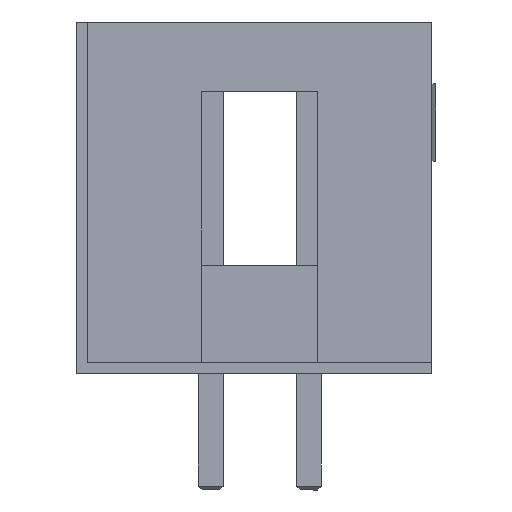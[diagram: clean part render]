
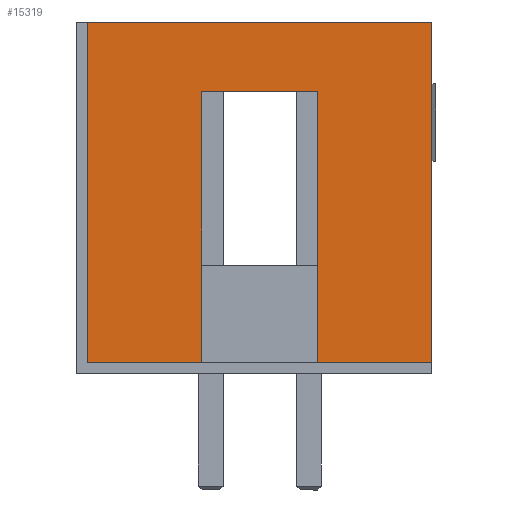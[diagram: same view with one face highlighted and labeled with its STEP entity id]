
A CAD part, left-side view. The second image highlights one B-rep face of the part: STEP entity #15319.
In plain terms, the highlighted planar face has unit normal (-1, 0, 0).
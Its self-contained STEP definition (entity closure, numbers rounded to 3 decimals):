
#13312 = ORIENTED_EDGE ( 'NONE', *, *, #16125, .F. ) ;
#13314 = ORIENTED_EDGE ( 'NONE', *, *, #16124, .F. ) ;
#13333 = ORIENTED_EDGE ( 'NONE', *, *, #16095, .F. ) ;
#13334 = ORIENTED_EDGE ( 'NONE', *, *, #15136, .T. ) ;
#13335 = ORIENTED_EDGE ( 'NONE', *, *, #16091, .F. ) ;
#13336 = ORIENTED_EDGE ( 'NONE', *, *, #16122, .T. ) ;
#13337 = ORIENTED_EDGE ( 'NONE', *, *, #16123, .T. ) ;
#13339 = ORIENTED_EDGE ( 'NONE', *, *, #15103, .F. ) ;
#13518 = VERTEX_POINT ( 'NONE', #23751 ) ;
#13556 = VERTEX_POINT ( 'NONE', #23759 ) ;
#13591 = VERTEX_POINT ( 'NONE', #23779 ) ;
#13594 = VERTEX_POINT ( 'NONE', #23782 ) ;
#14115 = VERTEX_POINT ( 'NONE', #23820 ) ;
#14123 = VERTEX_POINT ( 'NONE', #23828 ) ;
#14329 = VERTEX_POINT ( 'NONE', #23905 ) ;
#14333 = VERTEX_POINT ( 'NONE', #23909 ) ;
#14642 = EDGE_LOOP ( 'NONE', ( #13337, #13335, #13339, #13336, #13334, #13333, #13314, #13312 ) ) ;
#15103 = EDGE_CURVE ( 'NONE', #14329, #14333, #24921, .T. ) ;
#15136 = EDGE_CURVE ( 'NONE', #14115, #14123, #25020, .T. ) ;
#15319 = ADVANCED_FACE ( 'NONE', ( #27502 ), #27197, .T. ) ;
#16091 = EDGE_CURVE ( 'NONE', #14333, #13594, #30457, .T. ) ;
#16095 = EDGE_CURVE ( 'NONE', #13591, #14123, #30469, .T. ) ;
#16122 = EDGE_CURVE ( 'NONE', #14329, #14115, #30550, .T. ) ;
#16123 = EDGE_CURVE ( 'NONE', #13556, #13594, #30553, .T. ) ;
#16124 = EDGE_CURVE ( 'NONE', #13518, #13591, #30556, .T. ) ;
#16125 = EDGE_CURVE ( 'NONE', #13556, #13518, #30559, .T. ) ;
#23751 = CARTESIAN_POINT ( 'NONE',  ( -5.17, 2.77, 7.3 ) ) ;
#23759 = CARTESIAN_POINT ( 'NONE',  ( -5.17, -0.23, 7.3 ) ) ;
#23779 = CARTESIAN_POINT ( 'NONE',  ( -5.17, 2.77, 0.3 ) ) ;
#23782 = CARTESIAN_POINT ( 'NONE',  ( -5.17, -0.23, 0.3 ) ) ;
#23820 = CARTESIAN_POINT ( 'NONE',  ( -5.17, 5.72, 9.1 ) ) ;
#23828 = CARTESIAN_POINT ( 'NONE',  ( -5.17, 5.72, 0.3 ) ) ;
#23905 = CARTESIAN_POINT ( 'NONE',  ( -5.17, -3.18, 9.1 ) ) ;
#23909 = CARTESIAN_POINT ( 'NONE',  ( -5.17, -3.18, 0.3 ) ) ;
#24885 = VECTOR ( 'NONE', #24923, 1000. ) ;
#24921 = LINE ( 'NONE', #24922, #24885 ) ;
#24922 = CARTESIAN_POINT ( 'NONE',  ( -5.17, -3.18, 9.1 ) ) ;
#24923 = DIRECTION ( 'NONE',  ( 0., 0., -1. ) ) ;
#25020 = LINE ( 'NONE', #25021, #25420 ) ;
#25021 = CARTESIAN_POINT ( 'NONE',  ( -5.17, 5.72, 9.1 ) ) ;
#25022 = DIRECTION ( 'NONE',  ( 0., 0., -1. ) ) ;
#25420 = VECTOR ( 'NONE', #25022, 1000. ) ;
#27197 = PLANE ( 'NONE',  #27505 ) ;
#27198 = CARTESIAN_POINT ( 'NONE',  ( -5.17, -3.18, 9.1 ) ) ;
#27199 = DIRECTION ( 'NONE',  ( -1., 0., 0. ) ) ;
#27200 = DIRECTION ( 'NONE',  ( 0., -1., 0. ) ) ;
#27502 = FACE_OUTER_BOUND ( 'NONE', #14642, .T. ) ;
#27505 = AXIS2_PLACEMENT_3D ( 'NONE', #27198, #27199, #27200 ) ;
#30358 = VECTOR ( 'NONE', #30459, 1000. ) ;
#30362 = VECTOR ( 'NONE', #30471, 1000. ) ;
#30389 = VECTOR ( 'NONE', #30552, 1000. ) ;
#30390 = VECTOR ( 'NONE', #30555, 1000. ) ;
#30391 = VECTOR ( 'NONE', #30558, 1000. ) ;
#30392 = VECTOR ( 'NONE', #30561, 1000. ) ;
#30457 = LINE ( 'NONE', #30458, #30358 ) ;
#30458 = CARTESIAN_POINT ( 'NONE',  ( -5.17, -3.18, 0.3 ) ) ;
#30459 = DIRECTION ( 'NONE',  ( 0., 1., 0. ) ) ;
#30469 = LINE ( 'NONE', #30470, #30362 ) ;
#30470 = CARTESIAN_POINT ( 'NONE',  ( -5.17, -3.18, 0.3 ) ) ;
#30471 = DIRECTION ( 'NONE',  ( 0., 1., 0. ) ) ;
#30550 = LINE ( 'NONE', #30551, #30389 ) ;
#30551 = CARTESIAN_POINT ( 'NONE',  ( -5.17, -3.18, 9.1 ) ) ;
#30552 = DIRECTION ( 'NONE',  ( 0., 1., 0. ) ) ;
#30553 = LINE ( 'NONE', #30554, #30390 ) ;
#30554 = CARTESIAN_POINT ( 'NONE',  ( -5.17, -0.23, 7.3 ) ) ;
#30555 = DIRECTION ( 'NONE',  ( 0., 0., -1. ) ) ;
#30556 = LINE ( 'NONE', #30557, #30391 ) ;
#30557 = CARTESIAN_POINT ( 'NONE',  ( -5.17, 2.77, 7.3 ) ) ;
#30558 = DIRECTION ( 'NONE',  ( 0., 0., -1. ) ) ;
#30559 = LINE ( 'NONE', #30560, #30392 ) ;
#30560 = CARTESIAN_POINT ( 'NONE',  ( -5.17, 0., 7.3 ) ) ;
#30561 = DIRECTION ( 'NONE',  ( 0., 1., 0. ) ) ;
